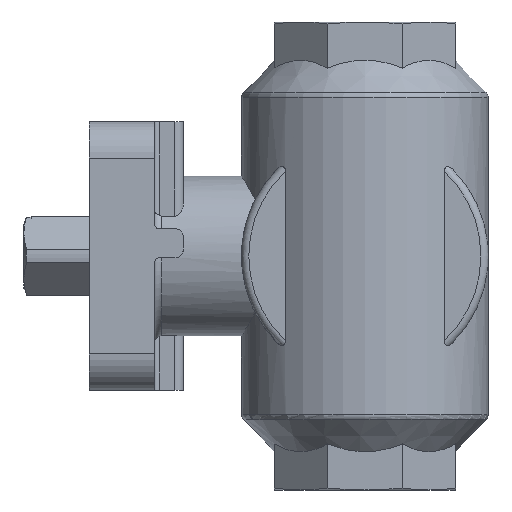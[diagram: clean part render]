
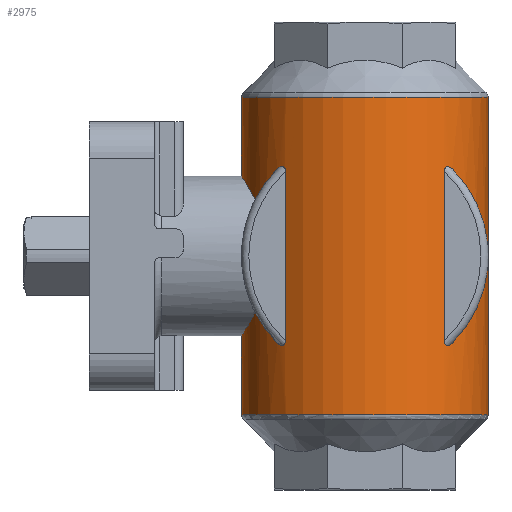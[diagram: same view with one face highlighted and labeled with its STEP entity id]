
A CAD part, left-side view. The second image highlights one B-rep face of the part: STEP entity #2975.
In plain terms, the highlighted cylindrical face has radius 17 mm (diameter 34 mm), a full revolution.
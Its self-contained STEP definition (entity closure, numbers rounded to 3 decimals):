
#23=ELLIPSE('',#3236,24.042,17.);
#24=ELLIPSE('',#3237,24.042,17.);
#25=ELLIPSE('',#3238,24.042,17.);
#26=ELLIPSE('',#3239,24.042,17.);
#27=ELLIPSE('',#3240,24.042,17.);
#28=ELLIPSE('',#3241,24.042,17.);
#138=B_SPLINE_CURVE_WITH_KNOTS('',3,(#4626,#4627,#4628,#4629,#4630,#4631,
#4632),.UNSPECIFIED.,.F.,.F.,(4,1,1,1,4),(0.062,0.066,
0.071,0.075,0.08),.UNSPECIFIED.);
#140=B_SPLINE_CURVE_WITH_KNOTS('',3,(#4643,#4644,#4645,#4646,#4647,#4648,
#4649,#4650),.UNSPECIFIED.,.F.,.F.,(4,1,1,1,1,4),(0.027,0.029,
0.031,0.035,0.04,0.044),
 .UNSPECIFIED.);
#161=B_SPLINE_CURVE_WITH_KNOTS('',3,(#4840,#4841,#4842,#4843,#4844,#4845,
#4846),.UNSPECIFIED.,.F.,.F.,(4,1,1,1,4),(0.,0.,
0.001,0.001,0.002),
 .UNSPECIFIED.);
#162=B_SPLINE_CURVE_WITH_KNOTS('',3,(#4850,#4851,#4852,#4853,#4854,#4855,
#4856),.UNSPECIFIED.,.F.,.F.,(4,1,1,1,4),(0.003,0.004,
0.004,0.005,0.005),
 .UNSPECIFIED.);
#163=B_SPLINE_CURVE_WITH_KNOTS('',3,(#4863,#4864,#4865,#4866,#4867,#4868,
#4869),.UNSPECIFIED.,.F.,.F.,(4,1,1,1,4),(0.,0.,
0.001,0.001,0.002),
 .UNSPECIFIED.);
#164=B_SPLINE_CURVE_WITH_KNOTS('',3,(#4873,#4874,#4875,#4876,#4877,#4878,
#4879),.UNSPECIFIED.,.F.,.F.,(4,1,1,1,4),(0.003,0.004,
0.004,0.005,0.005),
 .UNSPECIFIED.);
#395=LINE('',#4848,#562);
#396=LINE('',#4871,#563);
#562=VECTOR('',#3749,1000.);
#563=VECTOR('',#3756,1000.);
#883=ORIENTED_EDGE('',*,*,#1734,.F.);
#884=ORIENTED_EDGE('',*,*,#1680,.F.);
#885=ORIENTED_EDGE('',*,*,#1735,.F.);
#886=ORIENTED_EDGE('',*,*,#1736,.T.);
#887=ORIENTED_EDGE('',*,*,#1737,.F.);
#888=ORIENTED_EDGE('',*,*,#1738,.T.);
#889=ORIENTED_EDGE('',*,*,#1739,.F.);
#890=ORIENTED_EDGE('',*,*,#1678,.F.);
#891=ORIENTED_EDGE('',*,*,#1740,.F.);
#892=ORIENTED_EDGE('',*,*,#1741,.F.);
#893=ORIENTED_EDGE('',*,*,#1742,.T.);
#894=ORIENTED_EDGE('',*,*,#1743,.F.);
#895=ORIENTED_EDGE('',*,*,#1744,.T.);
#896=ORIENTED_EDGE('',*,*,#1745,.F.);
#897=ORIENTED_EDGE('',*,*,#1746,.F.);
#898=ORIENTED_EDGE('',*,*,#1747,.T.);
#1678=EDGE_CURVE('',#2098,#2099,#138,.T.);
#1680=EDGE_CURVE('',#2100,#2101,#140,.T.);
#1734=EDGE_CURVE('',#2146,#2146,#2354,.T.);
#1735=EDGE_CURVE('',#2147,#2100,#23,.T.);
#1736=EDGE_CURVE('',#2147,#2148,#161,.T.);
#1737=EDGE_CURVE('',#2149,#2148,#395,.F.);
#1738=EDGE_CURVE('',#2149,#2150,#162,.T.);
#1739=EDGE_CURVE('',#2099,#2150,#24,.F.);
#1740=EDGE_CURVE('',#2151,#2098,#25,.F.);
#1741=EDGE_CURVE('',#2152,#2151,#26,.F.);
#1742=EDGE_CURVE('',#2152,#2153,#163,.T.);
#1743=EDGE_CURVE('',#2154,#2153,#396,.T.);
#1744=EDGE_CURVE('',#2154,#2155,#164,.T.);
#1745=EDGE_CURVE('',#2151,#2155,#27,.T.);
#1746=EDGE_CURVE('',#2101,#2151,#28,.T.);
#1747=EDGE_CURVE('',#2156,#2156,#2355,.T.);
#2098=VERTEX_POINT('',#4633);
#2099=VERTEX_POINT('',#4634);
#2100=VERTEX_POINT('',#4642);
#2101=VERTEX_POINT('',#4651);
#2146=VERTEX_POINT('',#4837);
#2147=VERTEX_POINT('',#4839);
#2148=VERTEX_POINT('',#4847);
#2149=VERTEX_POINT('',#4849);
#2150=VERTEX_POINT('',#4857);
#2151=VERTEX_POINT('',#4860);
#2152=VERTEX_POINT('',#4862);
#2153=VERTEX_POINT('',#4870);
#2154=VERTEX_POINT('',#4872);
#2155=VERTEX_POINT('',#4880);
#2156=VERTEX_POINT('',#4884);
#2354=CIRCLE('',#3235,17.);
#2355=CIRCLE('',#3242,17.);
#2475=EDGE_LOOP('',(#883));
#2476=EDGE_LOOP('',(#884,#885,#886,#887,#888,#889,#890,#891,#892,#893,#894,
#895,#896,#897));
#2477=EDGE_LOOP('',(#898));
#2707=FACE_BOUND('',#2475,.T.);
#2708=FACE_BOUND('',#2476,.T.);
#2709=FACE_BOUND('',#2477,.T.);
#2906=CYLINDRICAL_SURFACE('',#3234,17.);
#2975=ADVANCED_FACE('',(#2707,#2708,#2709),#2906,.T.);
#3234=AXIS2_PLACEMENT_3D('',#4835,#3743,#3744);
#3235=AXIS2_PLACEMENT_3D('',#4836,#3745,#3746);
#3236=AXIS2_PLACEMENT_3D('',#4838,#3747,#3748);
#3237=AXIS2_PLACEMENT_3D('',#4858,#3750,#3751);
#3238=AXIS2_PLACEMENT_3D('',#4859,#3752,#3753);
#3239=AXIS2_PLACEMENT_3D('',#4861,#3754,#3755);
#3240=AXIS2_PLACEMENT_3D('',#4881,#3757,#3758);
#3241=AXIS2_PLACEMENT_3D('',#4882,#3759,#3760);
#3242=AXIS2_PLACEMENT_3D('',#4883,#3761,#3762);
#3743=DIRECTION('',(0.,0.,-1.));
#3744=DIRECTION('',(-1.,0.,0.));
#3745=DIRECTION('',(0.,0.,-1.));
#3746=DIRECTION('',(-1.,0.,0.));
#3747=DIRECTION('',(-0.707,0.,-0.707));
#3748=DIRECTION('',(0.707,0.,-0.707));
#3749=DIRECTION('',(0.,0.,-1.));
#3750=DIRECTION('',(0.707,0.,-0.707));
#3751=DIRECTION('',(-0.707,0.,-0.707));
#3752=DIRECTION('',(-0.707,0.,-0.707));
#3753=DIRECTION('',(0.707,0.,-0.707));
#3754=DIRECTION('',(0.707,0.,-0.707));
#3755=DIRECTION('',(-0.707,0.,-0.707));
#3756=DIRECTION('',(0.,0.,-1.));
#3757=DIRECTION('',(-0.707,0.,-0.707));
#3758=DIRECTION('',(0.707,0.,-0.707));
#3759=DIRECTION('',(0.707,0.,-0.707));
#3760=DIRECTION('',(-0.707,0.,-0.707));
#3761=DIRECTION('',(0.,0.,-1.));
#3762=DIRECTION('',(-1.,0.,0.));
#4626=CARTESIAN_POINT('',(7.778,15.116,-7.778));
#4627=CARTESIAN_POINT('',(6.795,15.622,-8.761));
#4628=CARTESIAN_POINT('',(4.44,16.591,-10.381));
#4629=CARTESIAN_POINT('',(-0.019,17.205,-11.31));
#4630=CARTESIAN_POINT('',(-4.437,16.589,-10.378));
#4631=CARTESIAN_POINT('',(-6.797,15.621,-8.759));
#4632=CARTESIAN_POINT('',(-7.778,15.116,-7.778));
#4633=CARTESIAN_POINT('',(7.778,15.116,-7.778));
#4634=CARTESIAN_POINT('',(-7.778,15.116,-7.778));
#4642=CARTESIAN_POINT('',(-7.778,15.116,7.778));
#4643=CARTESIAN_POINT('',(-7.778,15.116,7.778));
#4644=CARTESIAN_POINT('',(-7.283,15.371,8.274));
#4645=CARTESIAN_POINT('',(-6.214,15.86,9.157));
#4646=CARTESIAN_POINT('',(-3.701,16.692,10.536));
#4647=CARTESIAN_POINT('',(-0.011,17.204,11.308));
#4648=CARTESIAN_POINT('',(4.421,16.595,10.388));
#4649=CARTESIAN_POINT('',(6.792,15.624,8.765));
#4650=CARTESIAN_POINT('',(7.778,15.116,7.778));
#4651=CARTESIAN_POINT('',(7.778,15.116,7.778));
#4835=CARTESIAN_POINT('',(0.,0.,-32.25));
#4836=CARTESIAN_POINT('',(0.,0.,-21.851));
#4837=CARTESIAN_POINT('',(-17.,0.,-21.851));
#4838=CARTESIAN_POINT('',(0.,0.,0.));
#4839=CARTESIAN_POINT('',(-12.,12.042,12.));
#4840=CARTESIAN_POINT('',(-12.,12.042,12.));
#4841=CARTESIAN_POINT('',(-12.095,11.947,12.095));
#4842=CARTESIAN_POINT('',(-12.291,11.747,12.253));
#4843=CARTESIAN_POINT('',(-12.626,11.388,12.383));
#4844=CARTESIAN_POINT('',(-12.955,11.01,12.182));
#4845=CARTESIAN_POINT('',(-13.,10.954,11.826));
#4846=CARTESIAN_POINT('',(-13.,10.954,11.662));
#4847=CARTESIAN_POINT('',(-13.,10.954,11.662));
#4848=CARTESIAN_POINT('',(-13.,10.954,-32.25));
#4849=CARTESIAN_POINT('',(-13.,10.954,-11.662));
#4850=CARTESIAN_POINT('',(-13.,10.954,-11.662));
#4851=CARTESIAN_POINT('',(-13.,10.954,-11.826));
#4852=CARTESIAN_POINT('',(-12.955,11.009,-12.181));
#4853=CARTESIAN_POINT('',(-12.626,11.388,-12.383));
#4854=CARTESIAN_POINT('',(-12.295,11.743,-12.255));
#4855=CARTESIAN_POINT('',(-12.095,11.947,-12.095));
#4856=CARTESIAN_POINT('',(-12.,12.042,-12.));
#4857=CARTESIAN_POINT('',(-12.,12.042,-12.));
#4858=CARTESIAN_POINT('',(0.,0.,0.));
#4859=CARTESIAN_POINT('',(0.,0.,0.));
#4860=CARTESIAN_POINT('',(0.,-17.,0.));
#4861=CARTESIAN_POINT('',(0.,0.,0.));
#4862=CARTESIAN_POINT('',(-12.,-12.042,-12.));
#4863=CARTESIAN_POINT('',(-12.,-12.042,-12.));
#4864=CARTESIAN_POINT('',(-12.095,-11.947,-12.095));
#4865=CARTESIAN_POINT('',(-12.291,-11.747,-12.253));
#4866=CARTESIAN_POINT('',(-12.626,-11.388,-12.383));
#4867=CARTESIAN_POINT('',(-12.955,-11.01,-12.182));
#4868=CARTESIAN_POINT('',(-13.,-10.954,-11.826));
#4869=CARTESIAN_POINT('',(-13.,-10.954,-11.662));
#4870=CARTESIAN_POINT('',(-13.,-10.954,-11.662));
#4871=CARTESIAN_POINT('',(-13.,-10.954,-32.25));
#4872=CARTESIAN_POINT('',(-13.,-10.954,11.662));
#4873=CARTESIAN_POINT('',(-13.,-10.954,11.662));
#4874=CARTESIAN_POINT('',(-13.,-10.954,11.826));
#4875=CARTESIAN_POINT('',(-12.955,-11.009,12.181));
#4876=CARTESIAN_POINT('',(-12.626,-11.388,12.383));
#4877=CARTESIAN_POINT('',(-12.295,-11.743,12.255));
#4878=CARTESIAN_POINT('',(-12.095,-11.947,12.095));
#4879=CARTESIAN_POINT('',(-12.,-12.042,12.));
#4880=CARTESIAN_POINT('',(-12.,-12.042,12.));
#4881=CARTESIAN_POINT('',(0.,0.,0.));
#4882=CARTESIAN_POINT('',(0.,0.,0.));
#4883=CARTESIAN_POINT('',(0.,0.,21.851));
#4884=CARTESIAN_POINT('',(-17.,0.,21.851));
